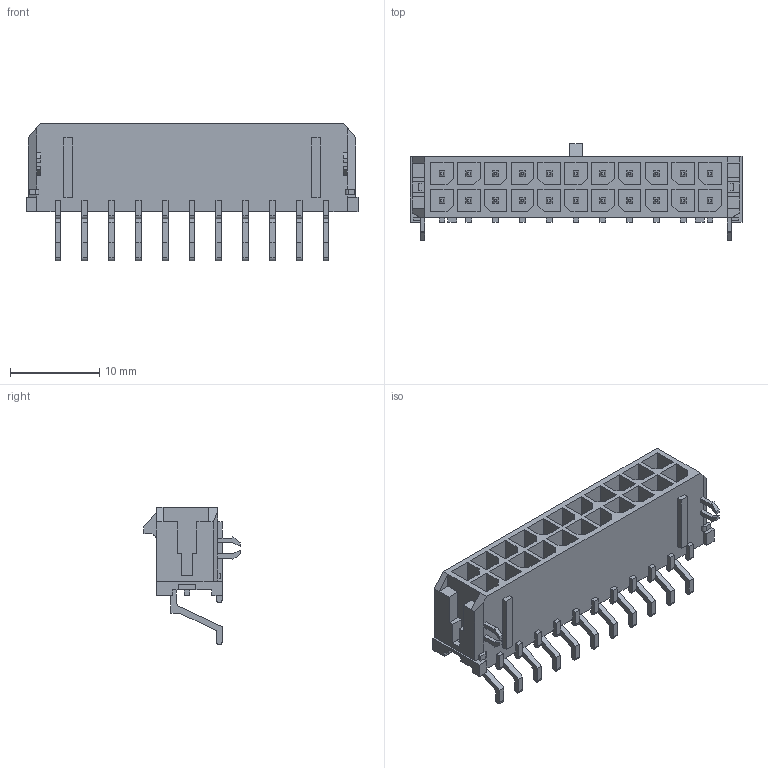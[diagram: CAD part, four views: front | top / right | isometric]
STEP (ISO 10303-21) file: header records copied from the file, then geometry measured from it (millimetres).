
FILE_DESCRIPTION((''),'2;1');
FILE_NAME('430452207','2020-04-16T',('gga'),(''),'PRO/ENGINEER BY PARAMETRIC TECHNOLOGY CORPORATION, 2016010','PRO/ENGINEER BY PARAMETRIC TECHNOLOGY CORPORATION, 2016010','');
FILE_SCHEMA(('CONFIG_CONTROL_DESIGN'));
Length unit declared in the file: millimetre
Products named in the file (1): 430452207
Bounding box: 37.15 x 10.77 x 15.4 mm (x, y, z)
Volume: 1485.7 mm3; surface area: 3538.8 mm2
Topology: 1 solids, 12 shells, 909 faces, 2407 edges, 1572 vertices
Faces by surface type: plane 873, cylinder 36
Entity records: 27250 total; most frequent: CARTESIAN_POINT 4793, ORIENTED_EDGE 4626, DIRECTION 4303, VECTOR 2331, LINE 2331, EDGE_CURVE 2313, VERTEX_POINT 1476, AXIS2_PLACEMENT_3D 986
